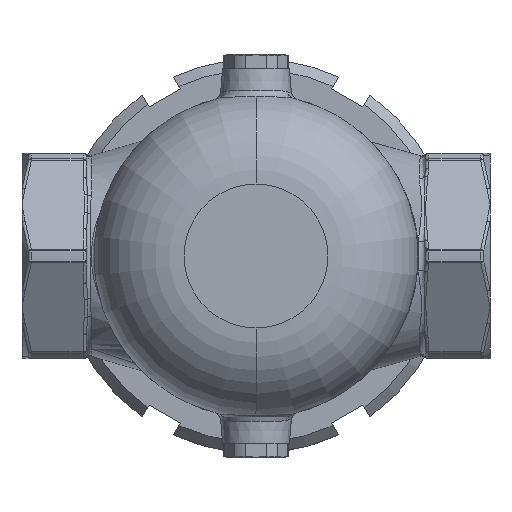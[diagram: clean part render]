
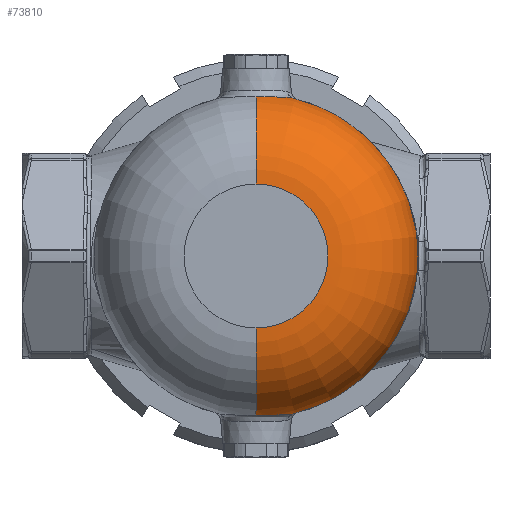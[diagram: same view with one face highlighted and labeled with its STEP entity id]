
A CAD part, front view. The second image highlights one B-rep face of the part: STEP entity #73810.
In plain terms, the highlighted toroidal (fillet/blend) face has major radius 20 mm and minor radius 25 mm.
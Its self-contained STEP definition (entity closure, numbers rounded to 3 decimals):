
#3466 = VERTEX_POINT ( 'NONE', #46719 ) ;
#3563 = DIRECTION ( 'NONE',  ( 0., 0., -1. ) ) ;
#4889 = AXIS2_PLACEMENT_3D ( 'NONE', #47552, #7235, #54364 ) ;
#5616 = CARTESIAN_POINT ( 'NONE',  ( 5.098, -50.095, 44.183 ) ) ;
#6656 = CARTESIAN_POINT ( 'NONE',  ( 9.735, -45.928, -43.922 ) ) ;
#7235 = DIRECTION ( 'NONE',  ( 0., 1., 0. ) ) ;
#9653 = AXIS2_PLACEMENT_3D ( 'NONE', #36054, #83260, #42753 ) ;
#10346 = ORIENTED_EDGE ( 'NONE', *, *, #21539, .T. ) ;
#12399 = CARTESIAN_POINT ( 'NONE',  ( 4.129, -50.525, 44.193 ) ) ;
#13600 = CARTESIAN_POINT ( 'NONE',  ( 10.237, -45., 43.82 ) ) ;
#13629 = EDGE_CURVE ( 'NONE', #65416, #3466, #53543, .T. ) ;
#13870 = CARTESIAN_POINT ( 'NONE',  ( 4.14, -50.559, -44.194 ) ) ;
#14465 = CARTESIAN_POINT ( 'NONE',  ( 1.049, -51.234, -44.201 ) ) ;
#17961 = VERTEX_POINT ( 'NONE', #40451 ) ;
#18424 = EDGE_CURVE ( 'NONE', #74682, #17961, #76602, .T. ) ;
#19212 = CARTESIAN_POINT ( 'NONE',  ( 2.622, -50.983, 44.199 ) ) ;
#20753 = CARTESIAN_POINT ( 'NONE',  ( 10.237, -45., -43.82 ) ) ;
#21539 = EDGE_CURVE ( 'NONE', #3466, #17961, #75946, .T. ) ;
#22156 = DIRECTION ( 'NONE',  ( 0., 0., 1. ) ) ;
#22927 = CARTESIAN_POINT ( 'NONE',  ( 7.732, -48.376, -44.117 ) ) ;
#25721 = CARTESIAN_POINT ( 'NONE',  ( 9.173, -46.811, 44.006 ) ) ;
#26008 = CARTESIAN_POINT ( 'NONE',  ( 1.319, -51.197, 44.201 ) ) ;
#26331 = ORIENTED_EDGE ( 'NONE', *, *, #82514, .F. ) ;
#29054 = AXIS2_PLACEMENT_3D ( 'NONE', #40681, #51832, #3563 ) ;
#30080 = TOROIDAL_SURFACE ( 'NONE', #56003, 20., 25. ) ;
#30696 = ORIENTED_EDGE ( 'NONE', *, *, #18424, .F. ) ;
#31153 = CARTESIAN_POINT ( 'NONE',  ( 0., -51.269, -44.201 ) ) ;
#31701 = CARTESIAN_POINT ( 'NONE',  ( 5.105, -50.144, -44.187 ) ) ;
#32479 = CARTESIAN_POINT ( 'NONE',  ( 7.713, -48.343, 44.11 ) ) ;
#32761 = CARTESIAN_POINT ( 'NONE',  ( 0.526, -51.26, 44.201 ) ) ;
#33782 = CARTESIAN_POINT ( 'NONE',  ( 0.525, -51.269, -44.201 ) ) ;
#34366 = CARTESIAN_POINT ( 'NONE',  ( 8.805, -47.213, -44.035 ) ) ;
#35447 = DIRECTION ( 'NONE',  ( 0., 1., 0. ) ) ;
#36054 = CARTESIAN_POINT ( 'NONE',  ( 0., -45., 20. ) ) ;
#38523 = EDGE_LOOP ( 'NONE', ( #73499, #85361, #10346, #30696, #74926, #26331 ) ) ;
#39131 = CARTESIAN_POINT ( 'NONE',  ( 6.471, -49.312, 44.157 ) ) ;
#39430 = CARTESIAN_POINT ( 'NONE',  ( 0., -51.269, 44.201 ) ) ;
#40265 = VERTEX_POINT ( 'NONE', #54558 ) ;
#40451 = CARTESIAN_POINT ( 'NONE',  ( 10.237, -45., -43.82 ) ) ;
#40681 = CARTESIAN_POINT ( 'NONE',  ( 0., -45., -20. ) ) ;
#42617 = CARTESIAN_POINT ( 'NONE',  ( 0., -70., 20. ) ) ;
#42753 = DIRECTION ( 'NONE',  ( 0., 0., 1. ) ) ;
#45894 = CARTESIAN_POINT ( 'NONE',  ( 5.568, -49.852, 44.176 ) ) ;
#46719 = CARTESIAN_POINT ( 'NONE',  ( 0., -51.269, -44.201 ) ) ;
#47552 = CARTESIAN_POINT ( 'NONE',  ( 0., -70., 0. ) ) ;
#48355 = CARTESIAN_POINT ( 'NONE',  ( 0., -45., 0. ) ) ;
#49126 = CARTESIAN_POINT ( 'NONE',  ( 9.138, -46.796, -44.001 ) ) ;
#49865 = CARTESIAN_POINT ( 'NONE',  ( 10.002, -45.474, -43.875 ) ) ;
#50263 = VERTEX_POINT ( 'NONE', #42617 ) ;
#51165 = DIRECTION ( 'NONE',  ( 0., 0., 1. ) ) ;
#51832 = DIRECTION ( 'NONE',  ( 1., 0., 0. ) ) ;
#52692 = CARTESIAN_POINT ( 'NONE',  ( 4.857, -50.21, 44.186 ) ) ;
#53543 = CIRCLE ( 'NONE', #29054, 25. ) ;
#54364 = DIRECTION ( 'NONE',  ( 0., 0., 1. ) ) ;
#54558 = CARTESIAN_POINT ( 'NONE',  ( 0., -51.269, 44.201 ) ) ;
#56003 = AXIS2_PLACEMENT_3D ( 'NONE', #62329, #62627, #22156 ) ;
#56841 = CARTESIAN_POINT ( 'NONE',  ( 0., -70., -20. ) ) ;
#59623 = CARTESIAN_POINT ( 'NONE',  ( 3.633, -50.7, 44.196 ) ) ;
#60840 = CARTESIAN_POINT ( 'NONE',  ( 9.767, -45.949, 43.93 ) ) ;
#61851 = CARTESIAN_POINT ( 'NONE',  ( 10.237, -45., 43.82 ) ) ;
#62329 = CARTESIAN_POINT ( 'NONE',  ( 0., -45., 0. ) ) ;
#62627 = DIRECTION ( 'NONE',  ( 0., 1., 0. ) ) ;
#63954 = EDGE_CURVE ( 'NONE', #50263, #65416, #67990, .T. ) ;
#64469 = EDGE_CURVE ( 'NONE', #74682, #40265, #86376, .T. ) ;
#65416 = VERTEX_POINT ( 'NONE', #56841 ) ;
#66473 = CARTESIAN_POINT ( 'NONE',  ( 2.106, -51.089, 44.2 ) ) ;
#66948 = CARTESIAN_POINT ( 'NONE',  ( 2.615, -50.984, -44.199 ) ) ;
#67990 = CIRCLE ( 'NONE', #4889, 20. ) ;
#72311 = FACE_OUTER_BOUND ( 'NONE', #38523, .T. ) ;
#72495 = CARTESIAN_POINT ( 'NONE',  ( 2.092, -51.092, -44.2 ) ) ;
#72901 = CARTESIAN_POINT ( 'NONE',  ( 8.102, -47.976, 44.088 ) ) ;
#73208 = CARTESIAN_POINT ( 'NONE',  ( 1.053, -51.224, 44.201 ) ) ;
#73499 = ORIENTED_EDGE ( 'NONE', *, *, #63954, .T. ) ;
#73810 = ADVANCED_FACE ( 'NONE', ( #72311 ), #30080, .T. ) ;
#74682 = VERTEX_POINT ( 'NONE', #61851 ) ;
#74926 = ORIENTED_EDGE ( 'NONE', *, *, #64469, .T. ) ;
#75946 = B_SPLINE_CURVE_WITH_KNOTS ( 'NONE', 3,
 ( #31153, #33782, #14465, #72495, #66948, #13870, #31701, #76560, #22927, #34366, #49126, #6656, #49865, #20753 ),
 .UNSPECIFIED., .F., .F.,
 ( 4, 2, 2, 2, 2, 2, 4 ),
 ( 0.013, 0.014, 0.016, 0.019, 0.022, 0.024, 0.025 ),
 .UNSPECIFIED. ) ;
#76560 = CARTESIAN_POINT ( 'NONE',  ( 6.921, -49.04, -44.148 ) ) ;
#76602 = CIRCLE ( 'NONE', #76897, 45. ) ;
#76897 = AXIS2_PLACEMENT_3D ( 'NONE', #48355, #35447, #51165 ) ;
#79556 = CIRCLE ( 'NONE', #9653, 25. ) ;
#79639 = CARTESIAN_POINT ( 'NONE',  ( 6.899, -49.009, 44.145 ) ) ;
#79922 = CARTESIAN_POINT ( 'NONE',  ( 0.263, -51.269, 44.201 ) ) ;
#82514 = EDGE_CURVE ( 'NONE', #50263, #40265, #79556, .T. ) ;
#83260 = DIRECTION ( 'NONE',  ( -1., 0., 0. ) ) ;
#85361 = ORIENTED_EDGE ( 'NONE', *, *, #13629, .T. ) ;
#86368 = CARTESIAN_POINT ( 'NONE',  ( 5.798, -49.723, 44.172 ) ) ;
#86376 = B_SPLINE_CURVE_WITH_KNOTS ( 'NONE', 3,
 ( #13600, #60840, #25721, #72901, #32479, #79639, #39131, #86368, #45894, #5616, #52692, #12399, #59623, #19212, #66473, #26008, #73208, #32761, #79922, #39430 ),
 .UNSPECIFIED., .F., .F.,
 ( 4, 2, 2, 2, 2, 2, 2, 2, 2, 4 ),
 ( 0., 0.003, 0.005, 0.006, 0.007, 0.008, 0.009, 0.011, 0.012, 0.013 ),
 .UNSPECIFIED. ) ;
